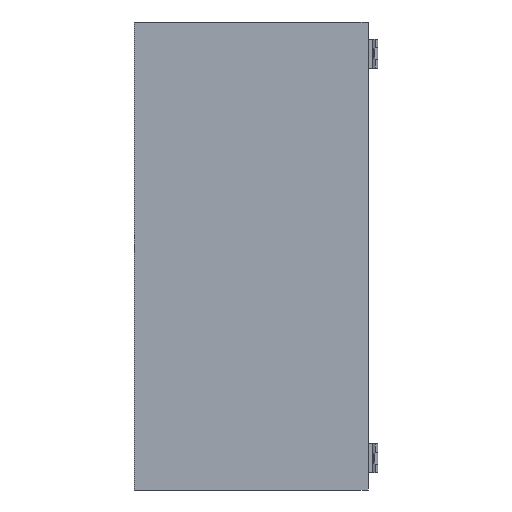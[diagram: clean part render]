
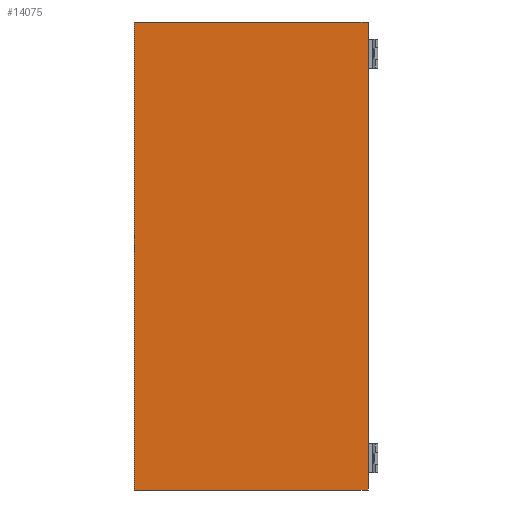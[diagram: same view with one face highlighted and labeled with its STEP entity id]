
A CAD part, front view. The second image highlights one B-rep face of the part: STEP entity #14075.
In plain terms, the highlighted planar face has unit normal (0, -1, 0).
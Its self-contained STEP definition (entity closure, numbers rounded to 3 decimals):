
#317 = LINE ( 'NONE', #6057, #9775 ) ;
#1344 = DIRECTION ( 'NONE',  ( -1., 0., 0. ) ) ;
#1357 = CARTESIAN_POINT ( 'NONE',  ( 200., 0., 400. ) ) ;
#1467 = CARTESIAN_POINT ( 'NONE',  ( 200., 0., 0. ) ) ;
#1577 = LINE ( 'NONE', #1467, #6084 ) ;
#2063 = FACE_OUTER_BOUND ( 'NONE', #6672, .T. ) ;
#3510 = VERTEX_POINT ( 'NONE', #23140 ) ;
#4074 = DIRECTION ( 'NONE',  ( 0., 0., -1. ) ) ;
#5230 = AXIS2_PLACEMENT_3D ( 'NONE', #11588, #16909, #4074 ) ;
#5280 = EDGE_CURVE ( 'NONE', #6794, #7785, #20673, .T. ) ;
#5887 = VECTOR ( 'NONE', #19355, 1000. ) ;
#6057 = CARTESIAN_POINT ( 'NONE',  ( 0., 0., 0. ) ) ;
#6084 = VECTOR ( 'NONE', #1344, 1000. ) ;
#6672 = EDGE_LOOP ( 'NONE', ( #12762, #6964, #15505, #22506 ) ) ;
#6794 = VERTEX_POINT ( 'NONE', #15114 ) ;
#6964 = ORIENTED_EDGE ( 'NONE', *, *, #11907, .F. ) ;
#7785 = VERTEX_POINT ( 'NONE', #8963 ) ;
#8283 = LINE ( 'NONE', #1357, #5887 ) ;
#8963 = CARTESIAN_POINT ( 'NONE',  ( 200., 0., 400. ) ) ;
#9775 = VECTOR ( 'NONE', #13211, 1000. ) ;
#11588 = CARTESIAN_POINT ( 'NONE',  ( 0., 0., 0. ) ) ;
#11907 = EDGE_CURVE ( 'NONE', #7785, #21710, #8283, .T. ) ;
#12762 = ORIENTED_EDGE ( 'NONE', *, *, #17912, .F. ) ;
#13074 = CARTESIAN_POINT ( 'NONE',  ( 0., 0., 400. ) ) ;
#13211 = DIRECTION ( 'NONE',  ( 0., 0., 1. ) ) ;
#14075 = ADVANCED_FACE ( 'NONE', ( #2063 ), #20169, .T. ) ;
#15114 = CARTESIAN_POINT ( 'NONE',  ( 0., 0., 400. ) ) ;
#15188 = CARTESIAN_POINT ( 'NONE',  ( 200., 0., 0. ) ) ;
#15505 = ORIENTED_EDGE ( 'NONE', *, *, #5280, .F. ) ;
#15745 = VECTOR ( 'NONE', #20556, 1000. ) ;
#16182 = EDGE_CURVE ( 'NONE', #3510, #6794, #317, .T. ) ;
#16909 = DIRECTION ( 'NONE',  ( 0., -1., 0. ) ) ;
#17912 = EDGE_CURVE ( 'NONE', #21710, #3510, #1577, .T. ) ;
#19355 = DIRECTION ( 'NONE',  ( 0., 0., -1. ) ) ;
#20169 = PLANE ( 'NONE',  #5230 ) ;
#20556 = DIRECTION ( 'NONE',  ( 1., 0., 0. ) ) ;
#20673 = LINE ( 'NONE', #13074, #15745 ) ;
#21710 = VERTEX_POINT ( 'NONE', #15188 ) ;
#22506 = ORIENTED_EDGE ( 'NONE', *, *, #16182, .F. ) ;
#23140 = CARTESIAN_POINT ( 'NONE',  ( 0., 0., 0. ) ) ;
